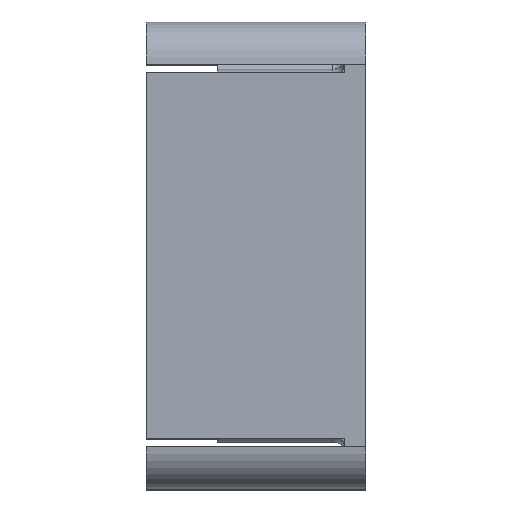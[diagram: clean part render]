
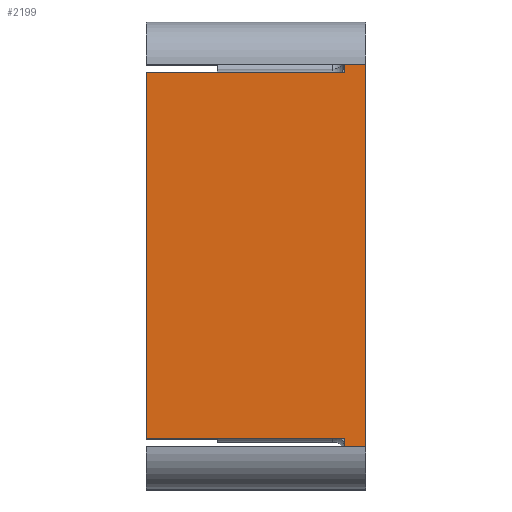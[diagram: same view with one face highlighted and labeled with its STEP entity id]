
A CAD part, top view. The second image highlights one B-rep face of the part: STEP entity #2199.
In plain terms, the highlighted planar face has unit normal (0, 0, 1).
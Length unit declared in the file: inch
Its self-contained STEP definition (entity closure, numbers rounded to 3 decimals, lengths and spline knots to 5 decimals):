
#104=PLANE('',#2378);
#208=FACE_OUTER_BOUND('',#325,.T.);
#325=EDGE_LOOP('',(#1959,#1960,#1961,#1962,#1963,#1964,#1965,#1966));
#393=LINE('',#3129,#638);
#502=LINE('',#3376,#747);
#505=LINE('',#3381,#750);
#569=LINE('',#3654,#814);
#579=LINE('',#3693,#824);
#580=LINE('',#3695,#825);
#581=LINE('',#3697,#826);
#582=LINE('',#3698,#827);
#638=VECTOR('',#2499,0.3937);
#747=VECTOR('',#2690,0.3937);
#750=VECTOR('',#2693,0.3937);
#814=VECTOR('',#2891,0.3937);
#824=VECTOR('',#2931,0.3937);
#825=VECTOR('',#2932,0.3937);
#826=VECTOR('',#2933,0.3937);
#827=VECTOR('',#2934,0.3937);
#950=VERTEX_POINT('',#3126);
#951=VERTEX_POINT('',#3128);
#1038=VERTEX_POINT('',#3373);
#1039=VERTEX_POINT('',#3375);
#1041=VERTEX_POINT('',#3380);
#1102=VERTEX_POINT('',#3653);
#1111=VERTEX_POINT('',#3694);
#1112=VERTEX_POINT('',#3696);
#1172=EDGE_CURVE('',#951,#950,#393,.T.);
#1290=EDGE_CURVE('',#1039,#1038,#502,.T.);
#1293=EDGE_CURVE('',#1041,#951,#505,.T.);
#1396=EDGE_CURVE('',#1102,#1039,#569,.T.);
#1413=EDGE_CURVE('',#950,#1102,#579,.F.);
#1414=EDGE_CURVE('',#1038,#1111,#580,.T.);
#1415=EDGE_CURVE('',#1112,#1111,#581,.T.);
#1416=EDGE_CURVE('',#1041,#1112,#582,.T.);
#1959=ORIENTED_EDGE('',*,*,#1293,.T.);
#1960=ORIENTED_EDGE('',*,*,#1172,.T.);
#1961=ORIENTED_EDGE('',*,*,#1413,.T.);
#1962=ORIENTED_EDGE('',*,*,#1396,.T.);
#1963=ORIENTED_EDGE('',*,*,#1290,.T.);
#1964=ORIENTED_EDGE('',*,*,#1414,.T.);
#1965=ORIENTED_EDGE('',*,*,#1415,.F.);
#1966=ORIENTED_EDGE('',*,*,#1416,.F.);
#2199=ADVANCED_FACE('',(#208),#104,.T.);
#2378=AXIS2_PLACEMENT_3D('',#3692,#2929,#2930);
#2499=DIRECTION('',(-1.,0.,0.));
#2690=DIRECTION('',(0.,-1.,0.));
#2693=DIRECTION('',(0.,-1.,0.));
#2891=DIRECTION('',(1.,0.,0.));
#2929=DIRECTION('center_axis',(0.,0.,1.));
#2930=DIRECTION('ref_axis',(0.,-1.,0.));
#2931=DIRECTION('',(0.,1.,0.));
#2932=DIRECTION('',(1.,0.,0.));
#2933=DIRECTION('',(0.,-1.,0.));
#2934=DIRECTION('',(1.,0.,0.));
#3126=CARTESIAN_POINT('',(-0.09449,1.07776,24.125));
#3128=CARTESIAN_POINT('',(1.075,1.07776,24.125));
#3129=CARTESIAN_POINT('',(0.325,1.07776,24.125));
#3373=CARTESIAN_POINT('',(1.075,-1.125,24.125));
#3375=CARTESIAN_POINT('',(1.075,-1.07776,24.125));
#3376=CARTESIAN_POINT('',(1.075,0.5625,24.125));
#3380=CARTESIAN_POINT('',(1.075,1.125,24.125));
#3381=CARTESIAN_POINT('',(1.075,0.5625,24.125));
#3653=CARTESIAN_POINT('',(-0.09449,-1.07776,24.125));
#3654=CARTESIAN_POINT('',(0.325,-1.07776,24.125));
#3692=CARTESIAN_POINT('Origin',(0.325,1.125,24.125));
#3693=CARTESIAN_POINT('',(-0.09449,-0.5625,24.125));
#3694=CARTESIAN_POINT('',(1.2,-1.125,24.125));
#3695=CARTESIAN_POINT('',(0.325,-1.125,24.125));
#3696=CARTESIAN_POINT('',(1.2,1.125,24.125));
#3697=CARTESIAN_POINT('',(1.2,1.125,24.125));
#3698=CARTESIAN_POINT('',(0.325,1.125,24.125));
